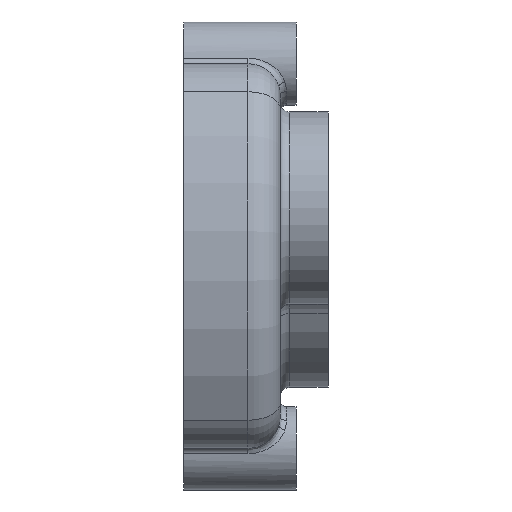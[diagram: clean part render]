
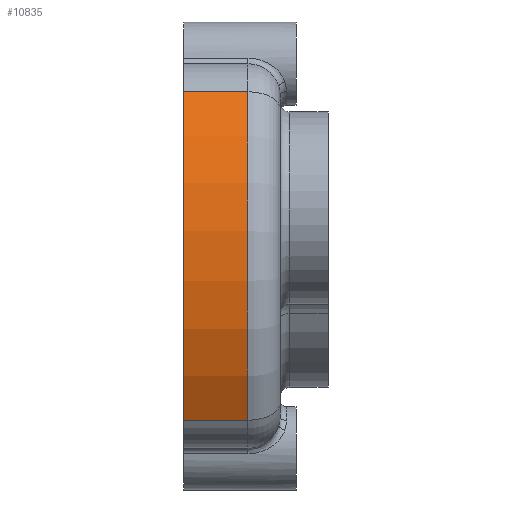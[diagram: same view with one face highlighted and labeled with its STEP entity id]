
A CAD part, left-side view. The second image highlights one B-rep face of the part: STEP entity #10835.
In plain terms, the highlighted cylindrical face has radius 100 mm (diameter 200 mm), a partial arc.
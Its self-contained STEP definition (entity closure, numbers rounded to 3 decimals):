
#1940 = PLANE('',#1941);
#1941 = AXIS2_PLACEMENT_3D('',#1942,#1943,#1944);
#1942 = CARTESIAN_POINT('',(-69.927,30.,-42.));
#1943 = DIRECTION('',(0.,1.,0.));
#1944 = DIRECTION('',(0.,0.,1.));
#9737 = VERTEX_POINT('',#9738);
#9738 = CARTESIAN_POINT('',(-85.387,30.,-51.22));
#9753 = CYLINDRICAL_SURFACE('',#9754,18.);
#9754 = AXIS2_PLACEMENT_3D('',#9755,#9756,#9757);
#9755 = CARTESIAN_POINT('',(-69.927,30.,-42.));
#9756 = DIRECTION('',(0.,-1.,0.));
#9757 = DIRECTION('',(0.,0.,-1.));
#9765 = EDGE_CURVE('',#9737,#9766,#9768,.T.);
#9766 = VERTEX_POINT('',#9767);
#9767 = CARTESIAN_POINT('',(-85.387,30.,51.22));
#9768 = SURFACE_CURVE('',#9769,(#9774,#9781),.PCURVE_S1.);
#9769 = CIRCLE('',#9770,100.);
#9770 = AXIS2_PLACEMENT_3D('',#9771,#9772,#9773);
#9771 = CARTESIAN_POINT('',(0.5,30.,0.));
#9772 = DIRECTION('',(0.,1.,0.));
#9773 = DIRECTION('',(0.,0.,1.));
#9774 = PCURVE('',#1940,#9775);
#9775 = DEFINITIONAL_REPRESENTATION('',(#9776),#9780);
#9776 = CIRCLE('',#9777,100.);
#9777 = AXIS2_PLACEMENT_2D('',#9778,#9779);
#9778 = CARTESIAN_POINT('',(42.,70.427));
#9779 = DIRECTION('',(1.,0.));
#9780 = ( GEOMETRIC_REPRESENTATION_CONTEXT(2) 
PARAMETRIC_REPRESENTATION_CONTEXT() REPRESENTATION_CONTEXT('2D SPACE',''
  ) );
#9781 = PCURVE('',#9782,#9787);
#9782 = CYLINDRICAL_SURFACE('',#9783,100.);
#9783 = AXIS2_PLACEMENT_3D('',#9784,#9785,#9786);
#9784 = CARTESIAN_POINT('',(0.5,30.,0.));
#9785 = DIRECTION('',(0.,-1.,0.));
#9786 = DIRECTION('',(0.,0.,-1.));
#9787 = DEFINITIONAL_REPRESENTATION('',(#9788),#9792);
#9788 = LINE('',#9789,#9790);
#9789 = CARTESIAN_POINT('',(9.425,0.));
#9790 = VECTOR('',#9791,1.);
#9791 = DIRECTION('',(-1.,0.));
#9792 = ( GEOMETRIC_REPRESENTATION_CONTEXT(2) 
PARAMETRIC_REPRESENTATION_CONTEXT() REPRESENTATION_CONTEXT('2D SPACE',''
  ) );
#9811 = CYLINDRICAL_SURFACE('',#9812,18.);
#9812 = AXIS2_PLACEMENT_3D('',#9813,#9814,#9815);
#9813 = CARTESIAN_POINT('',(-69.927,30.,42.));
#9814 = DIRECTION('',(0.,-1.,0.));
#9815 = DIRECTION('',(0.,0.,-1.));
#10483 = TOROIDAL_SURFACE('',#10484,90.,10.);
#10484 = AXIS2_PLACEMENT_3D('',#10485,#10486,#10487);
#10485 = CARTESIAN_POINT('',(0.5,10.,0.));
#10486 = DIRECTION('',(0.,1.,0.));
#10487 = DIRECTION('',(0.,0.,1.));
#10792 = VERTEX_POINT('',#10793);
#10793 = CARTESIAN_POINT('',(-85.387,10.,-51.22));
#10815 = EDGE_CURVE('',#9737,#10792,#10816,.T.);
#10816 = SURFACE_CURVE('',#10817,(#10821,#10828),.PCURVE_S1.);
#10817 = LINE('',#10818,#10819);
#10818 = CARTESIAN_POINT('',(-85.387,30.,-51.22));
#10819 = VECTOR('',#10820,1.);
#10820 = DIRECTION('',(0.,-1.,0.));
#10821 = PCURVE('',#9753,#10822);
#10822 = DEFINITIONAL_REPRESENTATION('',(#10823),#10827);
#10823 = LINE('',#10824,#10825);
#10824 = CARTESIAN_POINT('',(5.25,0.));
#10825 = VECTOR('',#10826,1.);
#10826 = DIRECTION('',(0.,1.));
#10827 = ( GEOMETRIC_REPRESENTATION_CONTEXT(2) 
PARAMETRIC_REPRESENTATION_CONTEXT() REPRESENTATION_CONTEXT('2D SPACE',''
  ) );
#10828 = PCURVE('',#9782,#10829);
#10829 = DEFINITIONAL_REPRESENTATION('',(#10830),#10834);
#10830 = LINE('',#10831,#10832);
#10831 = CARTESIAN_POINT('',(5.25,0.));
#10832 = VECTOR('',#10833,1.);
#10833 = DIRECTION('',(0.,1.));
#10834 = ( GEOMETRIC_REPRESENTATION_CONTEXT(2) 
PARAMETRIC_REPRESENTATION_CONTEXT() REPRESENTATION_CONTEXT('2D SPACE',''
  ) );
#10835 = ADVANCED_FACE('',(#10836),#9782,.T.);
#10836 = FACE_BOUND('',#10837,.T.);
#10837 = EDGE_LOOP('',(#10838,#10839,#10863,#10884));
#10838 = ORIENTED_EDGE('',*,*,#10815,.T.);
#10839 = ORIENTED_EDGE('',*,*,#10840,.T.);
#10840 = EDGE_CURVE('',#10792,#10841,#10843,.T.);
#10841 = VERTEX_POINT('',#10842);
#10842 = CARTESIAN_POINT('',(-85.387,10.,51.22));
#10843 = SURFACE_CURVE('',#10844,(#10849,#10856),.PCURVE_S1.);
#10844 = CIRCLE('',#10845,100.);
#10845 = AXIS2_PLACEMENT_3D('',#10846,#10847,#10848);
#10846 = CARTESIAN_POINT('',(0.5,10.,0.));
#10847 = DIRECTION('',(0.,1.,0.));
#10848 = DIRECTION('',(0.,0.,1.));
#10849 = PCURVE('',#9782,#10850);
#10850 = DEFINITIONAL_REPRESENTATION('',(#10851),#10855);
#10851 = LINE('',#10852,#10853);
#10852 = CARTESIAN_POINT('',(9.425,20.));
#10853 = VECTOR('',#10854,1.);
#10854 = DIRECTION('',(-1.,0.));
#10855 = ( GEOMETRIC_REPRESENTATION_CONTEXT(2) 
PARAMETRIC_REPRESENTATION_CONTEXT() REPRESENTATION_CONTEXT('2D SPACE',''
  ) );
#10856 = PCURVE('',#10483,#10857);
#10857 = DEFINITIONAL_REPRESENTATION('',(#10858),#10862);
#10858 = LINE('',#10859,#10860);
#10859 = CARTESIAN_POINT('',(0.,6.283));
#10860 = VECTOR('',#10861,1.);
#10861 = DIRECTION('',(1.,0.));
#10862 = ( GEOMETRIC_REPRESENTATION_CONTEXT(2) 
PARAMETRIC_REPRESENTATION_CONTEXT() REPRESENTATION_CONTEXT('2D SPACE',''
  ) );
#10863 = ORIENTED_EDGE('',*,*,#10864,.F.);
#10864 = EDGE_CURVE('',#9766,#10841,#10865,.T.);
#10865 = SURFACE_CURVE('',#10866,(#10870,#10877),.PCURVE_S1.);
#10866 = LINE('',#10867,#10868);
#10867 = CARTESIAN_POINT('',(-85.387,30.,51.22));
#10868 = VECTOR('',#10869,1.);
#10869 = DIRECTION('',(0.,-1.,0.));
#10870 = PCURVE('',#9782,#10871);
#10871 = DEFINITIONAL_REPRESENTATION('',(#10872),#10876);
#10872 = LINE('',#10873,#10874);
#10873 = CARTESIAN_POINT('',(4.175,0.));
#10874 = VECTOR('',#10875,1.);
#10875 = DIRECTION('',(0.,1.));
#10876 = ( GEOMETRIC_REPRESENTATION_CONTEXT(2) 
PARAMETRIC_REPRESENTATION_CONTEXT() REPRESENTATION_CONTEXT('2D SPACE',''
  ) );
#10877 = PCURVE('',#9811,#10878);
#10878 = DEFINITIONAL_REPRESENTATION('',(#10879),#10883);
#10879 = LINE('',#10880,#10881);
#10880 = CARTESIAN_POINT('',(4.175,0.));
#10881 = VECTOR('',#10882,1.);
#10882 = DIRECTION('',(0.,1.));
#10883 = ( GEOMETRIC_REPRESENTATION_CONTEXT(2) 
PARAMETRIC_REPRESENTATION_CONTEXT() REPRESENTATION_CONTEXT('2D SPACE',''
  ) );
#10884 = ORIENTED_EDGE('',*,*,#9765,.F.);
